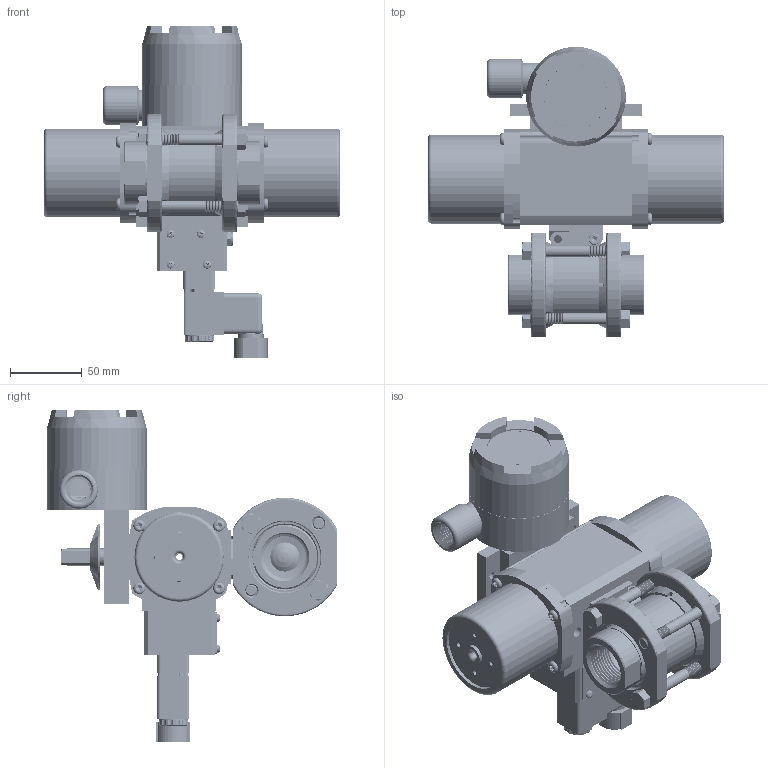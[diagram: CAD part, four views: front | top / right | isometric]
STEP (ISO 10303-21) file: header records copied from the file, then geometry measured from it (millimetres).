
FILE_DESCRIPTION (( 'STEP AP203' ), '1' );
FILE_NAME ('28XXSESA512SR3GPDCLS.step', '2018-06-12T19:13:19', ( '' ), ( '' ), 'SwSTEP 2.0', 'SolidWorks 2017', '' );
FILE_SCHEMA (( 'CONFIG_CONTROL_DESIGN' ));
Products named in the file (1): 28XXSESA512SR3GPDCLS
Bounding box: 206.12 x 201.99 x 231.14 mm (x, y, z)
Volume: 964834.9 mm3; surface area: 396543.1 mm2
Topology: 69 solids, 69 shells, 5729 faces, 15062 edges, 9485 vertices
Faces by surface type: cylinder 2856, cone 1616, plane 869, torus 230, bspline 144, sphere 14
Entity records: 233394 total; most frequent: CARTESIAN_POINT 96441, ORIENTED_EDGE 29820, DIRECTION 28944, EDGE_CURVE 14910, AXIS2_PLACEMENT_3D 11713, VERTEX_POINT 9481, EDGE_LOOP 6169, CIRCLE 6127
